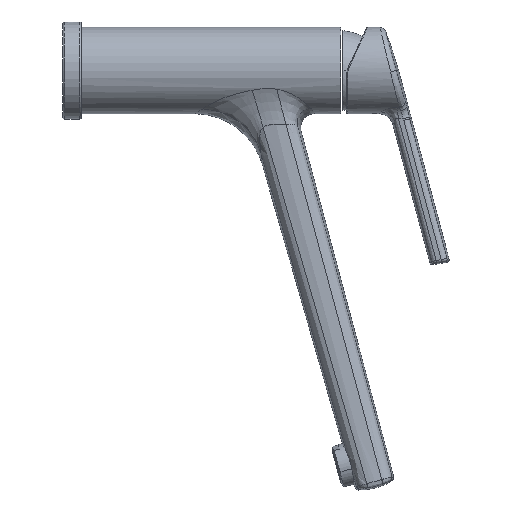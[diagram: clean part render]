
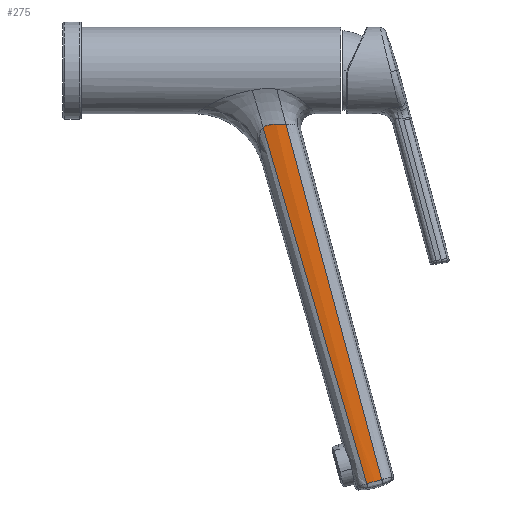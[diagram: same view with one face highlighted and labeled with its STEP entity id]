
A CAD part, front view. The second image highlights one B-rep face of the part: STEP entity #275.
In plain terms, the highlighted conical face has half-angle 0.3 degrees and reference radius 35.481 mm.
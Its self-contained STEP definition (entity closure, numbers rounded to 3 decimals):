
#275=ADVANCED_FACE('',(#568),#569,.T.);
#568=FACE_OUTER_BOUND('',#5459,.T.);
#569=CONICAL_SURFACE('',#5460,35.481,0.005);
#5459=EDGE_LOOP('',(#6886,#6887,#6888,#6889));
#5460=AXIS2_PLACEMENT_3D('',#6890,#6891,#6892);
#6886=ORIENTED_EDGE('',*,*,#7570,.T.);
#6887=ORIENTED_EDGE('',*,*,#7571,.F.);
#6888=ORIENTED_EDGE('',*,*,#7547,.F.);
#6889=ORIENTED_EDGE('',*,*,#7569,.T.);
#6890=CARTESIAN_POINT('',(138.594,18.25,-131.29));
#6891=DIRECTION('',(-0.259,-0.0,0.966));
#6892=DIRECTION('',(0.0,-1.0,0.0));
#7547=EDGE_CURVE('',#8253,#8256,#8257,.T.);
#7569=EDGE_CURVE('',#8253,#8288,#8291,.T.);
#7570=EDGE_CURVE('',#8288,#8292,#8293,.T.);
#7571=EDGE_CURVE('',#8256,#8292,#8294,.T.);
#8253=VERTEX_POINT('',#11365);
#8256=VERTEX_POINT('',#11405);
#8257=B_SPLINE_CURVE_WITH_KNOTS('',3,(#11406,#11407,#11408,#11409,#11410,#11411),.UNSPECIFIED.,.F.,.F.,(4,1,1,4),(0.0,0.333,0.667,1.0),.UNSPECIFIED.);
#8288=VERTEX_POINT('',#11723);
#8291=B_SPLINE_CURVE_WITH_KNOTS('',3,(#11765,#11766,#11767,#11768,#11769,#11770,#11771,#11772,#11773,#11774,#11775,#11776,#11777,#11778,#11779,#11780,#11781,#11782,#11783,#11784,#11785,#11786,#11787,#11788,#11789,#11790,#11791,#11792),.UNSPECIFIED.,.F.,.F.,(4,1,1,1,1,1,1,1,1,1,1,1,1,1,1,1,1,1,1,1,1,1,1,1,1,4),(0.0,0.04,0.08,0.12,0.16,0.2,0.24,0.28,0.32,0.36,0.4,0.44,0.48,0.52,0.56,0.6,0.64,0.68,0.72,0.76,0.8,0.84,0.88,0.92,0.96,1.0),.UNSPECIFIED.);
#8292=VERTEX_POINT('',#11793);
#8293=B_SPLINE_CURVE_WITH_KNOTS('',3,(#11794,#11795,#11796,#11797,#11798,#11799),.UNSPECIFIED.,.F.,.F.,(4,1,1,4),(0.0,0.333,0.667,1.0),.UNSPECIFIED.);
#8294=B_SPLINE_CURVE_WITH_KNOTS('',3,(#11800,#11801,#11802,#11803,#11804,#11805,#11806,#11807,#11808,#11809,#11810),.UNSPECIFIED.,.F.,.F.,(4,1,1,1,1,1,1,1,4),(0.0,0.125,0.25,0.375,0.5,0.625,0.75,0.875,1.0),.UNSPECIFIED.);
#11365=CARTESIAN_POINT('',(116.016,-17.518,-30.55));
#11405=CARTESIAN_POINT('',(170.277,-16.38,-231.881));
#11406=CARTESIAN_POINT('',(116.016,-17.518,-30.55));
#11407=CARTESIAN_POINT('',(122.029,-17.392,-52.856));
#11408=CARTESIAN_POINT('',(134.066,-17.14,-97.509));
#11409=CARTESIAN_POINT('',(152.154,-16.76,-164.625));
#11410=CARTESIAN_POINT('',(164.232,-16.507,-209.448));
#11411=CARTESIAN_POINT('',(170.277,-16.38,-231.881));
#11723=CARTESIAN_POINT('',(103.006,-16.699,-32.311));
#11765=CARTESIAN_POINT('',(116.016,-17.518,-30.55));
#11766=CARTESIAN_POINT('',(115.854,-17.537,-30.544));
#11767=CARTESIAN_POINT('',(115.509,-17.575,-30.53));
#11768=CARTESIAN_POINT('',(114.929,-17.63,-30.506));
#11769=CARTESIAN_POINT('',(114.296,-17.68,-30.483));
#11770=CARTESIAN_POINT('',(113.618,-17.723,-30.462));
#11771=CARTESIAN_POINT('',(112.898,-17.756,-30.456));
#11772=CARTESIAN_POINT('',(112.141,-17.775,-30.442));
#11773=CARTESIAN_POINT('',(111.367,-17.78,-30.42));
#11774=CARTESIAN_POINT('',(110.592,-17.77,-30.412));
#11775=CARTESIAN_POINT('',(109.833,-17.744,-30.427));
#11776=CARTESIAN_POINT('',(109.104,-17.704,-30.478));
#11777=CARTESIAN_POINT('',(108.416,-17.652,-30.535));
#11778=CARTESIAN_POINT('',(107.777,-17.593,-30.598));
#11779=CARTESIAN_POINT('',(107.198,-17.528,-30.672));
#11780=CARTESIAN_POINT('',(106.669,-17.461,-30.76));
#11781=CARTESIAN_POINT('',(106.185,-17.391,-30.86));
#11782=CARTESIAN_POINT('',(105.738,-17.319,-30.973));
#11783=CARTESIAN_POINT('',(105.32,-17.245,-31.096));
#11784=CARTESIAN_POINT('',(104.93,-17.17,-31.23));
#11785=CARTESIAN_POINT('',(104.566,-17.095,-31.373));
#11786=CARTESIAN_POINT('',(104.234,-17.022,-31.522));
#11787=CARTESIAN_POINT('',(103.937,-16.952,-31.674));
#11788=CARTESIAN_POINT('',(103.67,-16.885,-31.828));
#11789=CARTESIAN_POINT('',(103.429,-16.821,-31.985));
#11790=CARTESIAN_POINT('',(103.208,-16.759,-32.144));
#11791=CARTESIAN_POINT('',(103.071,-16.719,-32.255));
#11792=CARTESIAN_POINT('',(103.006,-16.699,-32.311));
#11793=CARTESIAN_POINT('',(161.758,-16.419,-234.2));
#11794=CARTESIAN_POINT('',(103.006,-16.699,-32.311));
#11795=CARTESIAN_POINT('',(109.526,-16.699,-54.707));
#11796=CARTESIAN_POINT('',(122.571,-16.678,-99.526));
#11797=CARTESIAN_POINT('',(142.19,-16.584,-166.942));
#11798=CARTESIAN_POINT('',(155.237,-16.481,-211.785));
#11799=CARTESIAN_POINT('',(161.758,-16.419,-234.2));
#11800=CARTESIAN_POINT('',(170.277,-16.38,-231.881));
#11801=CARTESIAN_POINT('',(169.925,-16.428,-231.976));
#11802=CARTESIAN_POINT('',(169.219,-16.512,-232.169));
#11803=CARTESIAN_POINT('',(168.155,-16.605,-232.459));
#11804=CARTESIAN_POINT('',(167.088,-16.663,-232.749));
#11805=CARTESIAN_POINT('',(166.018,-16.685,-233.04));
#11806=CARTESIAN_POINT('',(164.949,-16.672,-233.331));
#11807=CARTESIAN_POINT('',(163.881,-16.624,-233.622));
#11808=CARTESIAN_POINT('',(162.816,-16.542,-233.912));
#11809=CARTESIAN_POINT('',(162.11,-16.463,-234.104));
#11810=CARTESIAN_POINT('',(161.758,-16.419,-234.2));
